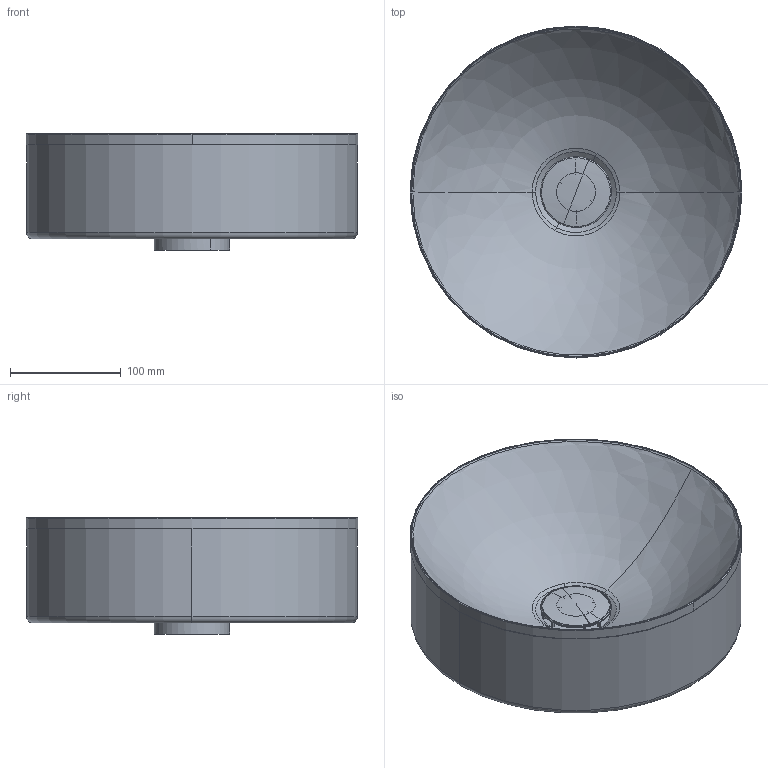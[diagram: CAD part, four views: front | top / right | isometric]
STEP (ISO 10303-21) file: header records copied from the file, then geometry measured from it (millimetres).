
FILE_DESCRIPTION(('CATIA V6 STEP','CAx-IF Rec.Pracs.--- Model Styling and Organization---1.5--- 2016-08-15','CAx-IF Rec.Pracs.---Supplemental Geometry---1.0---2011-11-01','CAx-IF Rec.Pracs.--- Composite Materials ---3.4---2017-06-13','CAx-IF Rec.Pracs.---Tessellated 3D Geometry---1.0---2015-12-17'),'2;1');
FILE_NAME('prd-HG-00256929.stp','2022-08-24T08:06:10+00:00',('none'),('none'),'3DEXPERIENCE Platform3DEXPERIENCE R2021x HotFix 8','3DEXPERIENCE Platform STEP AP242 v2','none');
FILE_SCHEMA(('AP242_MANAGED_MODEL_BASED_3D_ENGINEERING_MIM_LF {1 0 10303 442 1 1 4}'));
Length unit declared in the file: millimetre
Products named in the file (7): P-2_AX_Univers.BuB_AWT_300_o.Hl.u.Uel; P-2_Blende_D300x95_AX_Wash_Bowl; P-2_Wash_Bowl_300x95_rund_Starck; P-2_HG_Waschtischventil_short; V5_P_2_Stopfen_WT-Ablaufventil; V5_Blende_WT-Ablaufventil; V5_P_2_Ventiloberteil_WT-Ablaufventil
Assembly tree (6 placements, depth 3):
  P-2_AX_Univers.BuB_AWT_300_o.Hl.u.Uel
    P-2_Blende_D300x95_AX_Wash_Bowl
    P-2_Wash_Bowl_300x95_rund_Starck
    P-2_HG_Waschtischventil_short
      V5_P_2_Stopfen_WT-Ablaufventil
      V5_Blende_WT-Ablaufventil
      V5_P_2_Ventiloberteil_WT-Ablaufventil
Bounding box: 300 x 300 x 105.1 mm (x, y, z)
Volume: 1235609.6 mm3; surface area: 416953.4 mm2
Topology: 5 solids, 5 shells, 233 faces, 558 edges, 304 vertices
Faces by surface type: cylinder 88, plane 45, torus 40, sphere 38, bspline 12, cone 10
Entity records: 14277 total; most frequent: CARTESIAN_POINT 9329, ORIENTED_EDGE 1044, DIRECTION 848, EDGE_CURVE 522, AXIS2_PLACEMENT_3D 490, VERTEX_POINT 304, CIRCLE 294, EDGE_LOOP 242
